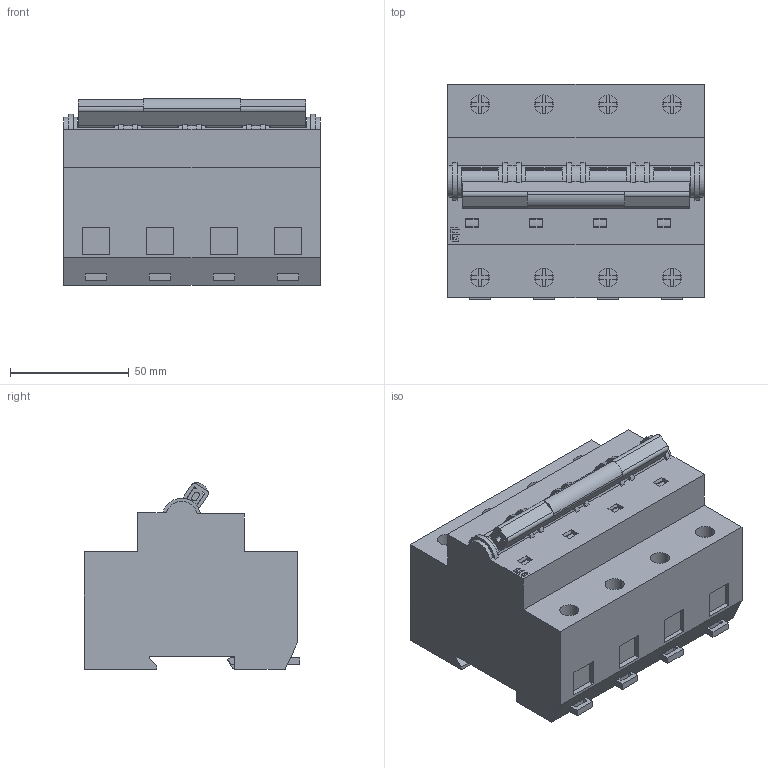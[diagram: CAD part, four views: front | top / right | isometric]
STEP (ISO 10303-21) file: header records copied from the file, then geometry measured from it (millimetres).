
FILE_DESCRIPTION((''),'2;1');
FILE_NAME('ASM0006_ASM','2020-12-09T',('marketing.praksa'),('Audax d.o.o.'),'CREO PARAMETRIC BY PTC INC, 2017480','CREO PARAMETRIC BY PTC INC, 2017480','');
FILE_SCHEMA(('AUTOMOTIVE_DESIGN { 1 0 10303 214 1 1 1 1 }'));
Length unit declared in the file: millimetre
Products named in the file (6): GHOST_1_1_2_3_4_1_1_1; ASTI_MCB_ETIMAT10_100A_4P_AF0_5; ASTI_MBC_ETIMAT10_100A_4P_ASM_5_ASM; ASM0003_ASM_1_ASM_1_1_ASM; ASM0004_ASM_1_1_ASM; ASM0006_ASM
Assembly tree (5 placements, depth 5):
  ASM0006_ASM
    ASM0004_ASM_1_1_ASM
      ASM0003_ASM_1_ASM_1_1_ASM
        ASTI_MBC_ETIMAT10_100A_4P_ASM_5_ASM
          GHOST_1_1_2_3_4_1_1_1
          ASTI_MCB_ETIMAT10_100A_4P_AF0_5
Bounding box: 108 x 90.8 x 78.64 mm (x, y, z)
Volume: 540995.1 mm3; surface area: 55837.6 mm2
Topology: 1 solids, 1 shells, 536 faces, 1635 edges, 1118 vertices
Faces by surface type: plane 424, cylinder 112
Entity records: 25209 total; most frequent: CARTESIAN_POINT 3440, ORIENTED_EDGE 3270, DIRECTION 3050, PRESENTATION_STYLE_ASSIGNMENT 1843, STYLED_ITEM 1636, CURVE_STYLE 1635, EDGE_CURVE 1635, VECTOR 1266
